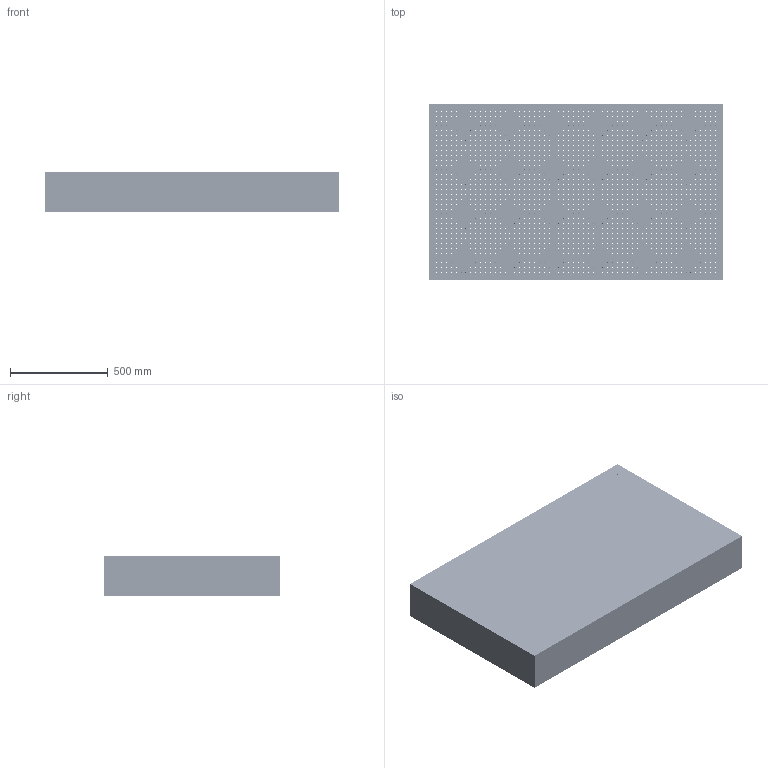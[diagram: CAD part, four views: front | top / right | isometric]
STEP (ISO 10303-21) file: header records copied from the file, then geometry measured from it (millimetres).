
FILE_DESCRIPTION (( 'STEP AP214' ), '1' );
FILE_NAME ('516068.STEP', '2019-10-30T03:25:05', ( 'user' ), ( '微软中国' ), 'SwSTEP 2.0', 'SolidWorks 2016', '' );
FILE_SCHEMA (( 'AUTOMOTIVE_DESIGN' ));
Products named in the file (1): 516068
Bounding box: 1500 x 900 x 200 mm (x, y, z)
Volume: 262255974.1 mm3; surface area: 9777780.5 mm2
Topology: 1 solids, 1 shells, 3950 faces, 11844 edges, 7896 vertices
Faces by surface type: cylinder 3944, plane 6
Entity records: 146118 total; most frequent: DIRECTION 27634, CARTESIAN_POINT 23691, ORIENTED_EDGE 23688, EDGE_CURVE 11844, AXIS2_PLACEMENT_3D 11839, VERTEX_POINT 7896, EDGE_LOOP 7894, CIRCLE 7888
